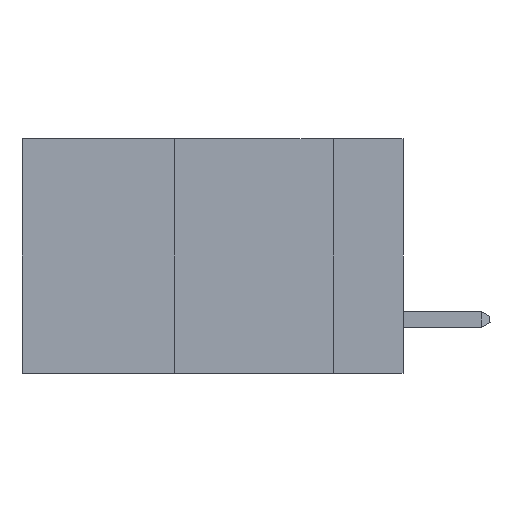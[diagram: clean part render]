
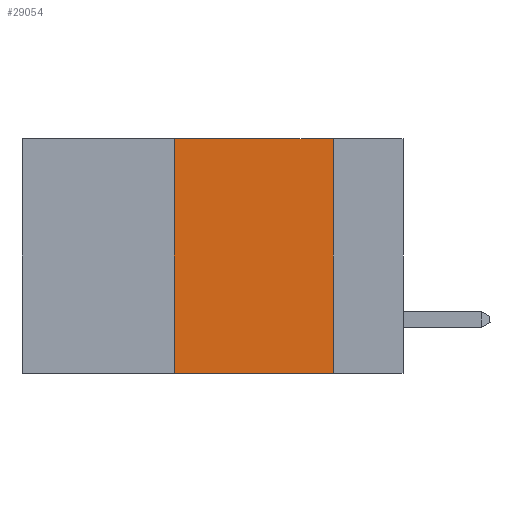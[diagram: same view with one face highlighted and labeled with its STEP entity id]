
A CAD part, left-side view. The second image highlights one B-rep face of the part: STEP entity #29054.
In plain terms, the highlighted planar face has unit normal (-1, 0, 0).
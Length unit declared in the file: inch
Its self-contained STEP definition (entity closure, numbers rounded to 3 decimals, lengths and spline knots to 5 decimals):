
#819 = VECTOR ( 'NONE', #11842, 39.37008 ) ;
#1075 = ORIENTED_EDGE ( 'NONE', *, *, #11750, .T. ) ;
#2067 = DIRECTION ( 'NONE',  ( 1., 0., 0. ) ) ;
#6400 = VERTEX_POINT ( 'NONE', #25924 ) ;
#6862 = EDGE_CURVE ( 'NONE', #18318, #21180, #29750, .T. ) ;
#9337 = CARTESIAN_POINT ( 'NONE',  ( 0., 0.11, 0. ) ) ;
#11630 = ORIENTED_EDGE ( 'NONE', *, *, #27758, .F. ) ;
#11746 = CARTESIAN_POINT ( 'NONE',  ( 0., 0.11, 0. ) ) ;
#11750 = EDGE_CURVE ( 'NONE', #24448, #6400, #26663, .T. ) ;
#11842 = DIRECTION ( 'NONE',  ( 0., 0., 1. ) ) ;
#12766 = PLANE ( 'NONE',  #28378 ) ;
#12930 = FACE_OUTER_BOUND ( 'NONE', #23503, .T. ) ;
#14920 = DIRECTION ( 'NONE',  ( 0., -1., 0. ) ) ;
#16284 = VECTOR ( 'NONE', #14920, 39.37008 ) ;
#17244 = CARTESIAN_POINT ( 'NONE',  ( 0., 0.6, 0. ) ) ;
#17276 = CARTESIAN_POINT ( 'NONE',  ( 0., 0.36, -0.37 ) ) ;
#18318 = VERTEX_POINT ( 'NONE', #19554 ) ;
#19554 = CARTESIAN_POINT ( 'NONE',  ( 0., 0.36, 0. ) ) ;
#19634 = CARTESIAN_POINT ( 'NONE',  ( 0., 0.6, -0.37 ) ) ;
#19987 = CARTESIAN_POINT ( 'NONE',  ( 0., 0.36, 0. ) ) ;
#20151 = LINE ( 'NONE', #9337, #23101 ) ;
#21180 = VERTEX_POINT ( 'NONE', #11746 ) ;
#23101 = VECTOR ( 'NONE', #30855, 39.37008 ) ;
#23503 = EDGE_LOOP ( 'NONE', ( #24077, #26765, #11630, #1075 ) ) ;
#23581 = LINE ( 'NONE', #19987, #819 ) ;
#24077 = ORIENTED_EDGE ( 'NONE', *, *, #25326, .F. ) ;
#24448 = VERTEX_POINT ( 'NONE', #17276 ) ;
#25326 = EDGE_CURVE ( 'NONE', #21180, #6400, #20151, .T. ) ;
#25876 = VECTOR ( 'NONE', #30315, 39.37008 ) ;
#25924 = CARTESIAN_POINT ( 'NONE',  ( 0., 0.11, -0.37 ) ) ;
#26663 = LINE ( 'NONE', #19634, #25876 ) ;
#26765 = ORIENTED_EDGE ( 'NONE', *, *, #6862, .F. ) ;
#27758 = EDGE_CURVE ( 'NONE', #24448, #18318, #23581, .T. ) ;
#28378 = AXIS2_PLACEMENT_3D ( 'NONE', #34248, #2067, #31446 ) ;
#29054 = ADVANCED_FACE ( 'NONE', ( #12930 ), #12766, .F. ) ;
#29750 = LINE ( 'NONE', #17244, #16284 ) ;
#30315 = DIRECTION ( 'NONE',  ( 0., -1., 0. ) ) ;
#30855 = DIRECTION ( 'NONE',  ( 0., 0., -1. ) ) ;
#31446 = DIRECTION ( 'NONE',  ( 0., 0., -1. ) ) ;
#34248 = CARTESIAN_POINT ( 'NONE',  ( 0., 0.6, 0. ) ) ;
